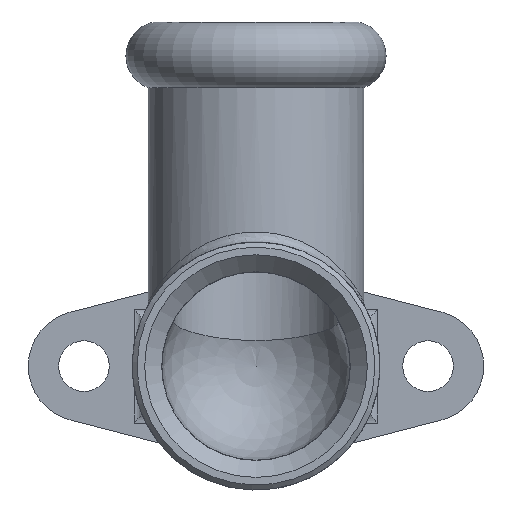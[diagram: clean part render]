
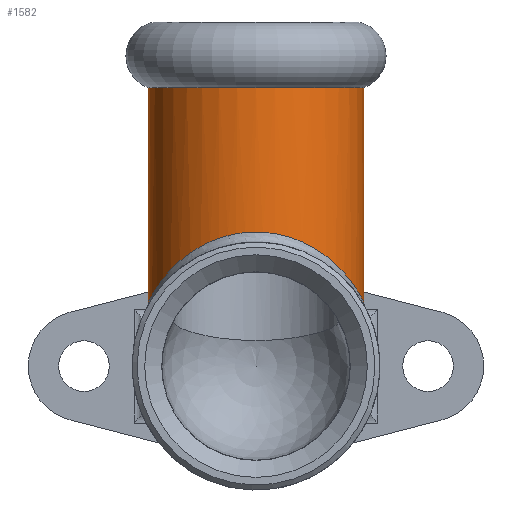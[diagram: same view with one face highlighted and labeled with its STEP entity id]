
A CAD part, front view. The second image highlights one B-rep face of the part: STEP entity #1582.
In plain terms, the highlighted cylindrical face has radius 10.65 mm (diameter 21.3 mm), a full revolution.
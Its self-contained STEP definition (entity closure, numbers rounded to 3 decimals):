
#92=B_SPLINE_CURVE_WITH_KNOTS('',3,(#2480,#2481,#2482,#2483,#2484),
 .UNSPECIFIED.,.F.,.F.,(4,1,4),(0.,0.619,1.316),
 .UNSPECIFIED.);
#93=B_SPLINE_CURVE_WITH_KNOTS('',3,(#2485,#2486,#2487,#2488),
 .UNSPECIFIED.,.F.,.F.,(4,4),(1.316,1.443),
 .UNSPECIFIED.);
#96=B_SPLINE_CURVE_WITH_KNOTS('',3,(#2575,#2576,#2577,#2578,#2579,#2580,
#2581,#2582,#2583,#2584,#2585,#2586,#2587),.UNSPECIFIED.,.F.,.F.,(4,1,1,
1,1,1,1,1,1,1,4),(0.,0.265,0.531,1.061,
1.592,1.857,2.122,2.653,3.183,
3.449,3.714),.UNSPECIFIED.);
#98=B_SPLINE_CURVE_WITH_KNOTS('',3,(#2616,#2617,#2618,#2619,#2620),
 .UNSPECIFIED.,.F.,.F.,(4,1,4),(0.,0.619,
1.443),.UNSPECIFIED.);
#104=B_SPLINE_CURVE_WITH_KNOTS('',3,(#2715,#2716,#2717,#2718),
 .UNSPECIFIED.,.F.,.F.,(4,4),(4.859,4.933),
 .UNSPECIFIED.);
#105=B_SPLINE_CURVE_WITH_KNOTS('',3,(#2720,#2721,#2722,#2723,#2724,#2725,
#2726,#2727,#2728,#2729),.UNSPECIFIED.,.F.,.F.,(4,2,2,2,4),(4.933,
4.98,5.184,5.388,5.435),
 .UNSPECIFIED.);
#106=B_SPLINE_CURVE_WITH_KNOTS('',3,(#2730,#2731,#2732,#2733),
 .UNSPECIFIED.,.F.,.F.,(4,4),(5.435,5.508),
 .UNSPECIFIED.);
#139=LINE('',#2697,#234);
#141=LINE('',#2711,#236);
#142=LINE('',#2713,#237);
#234=VECTOR('',#2003,10.);
#236=VECTOR('',#2007,10.65);
#237=VECTOR('',#2008,10.);
#327=CYLINDRICAL_SURFACE('',#1733,10.65);
#373=FACE_OUTER_BOUND('',#466,.T.);
#466=EDGE_LOOP('',(#1147,#1148,#1149,#1150,#1151,#1152,#1153,#1154,#1155,
#1156,#1157,#1158,#1159,#1160,#1161,#1162));
#552=CIRCLE('',#1683,10.65);
#553=CIRCLE('',#1684,10.65);
#554=CIRCLE('',#1685,10.65);
#581=CIRCLE('',#1721,10.65);
#582=CIRCLE('',#1723,10.65);
#643=VERTEX_POINT('',#2401);
#644=VERTEX_POINT('',#2403);
#645=VERTEX_POINT('',#2405);
#660=VERTEX_POINT('',#2468);
#663=VERTEX_POINT('',#2477);
#664=VERTEX_POINT('',#2479);
#665=VERTEX_POINT('',#2554);
#668=VERTEX_POINT('',#2608);
#674=VERTEX_POINT('',#2643);
#675=VERTEX_POINT('',#2654);
#685=VERTEX_POINT('',#2696);
#687=VERTEX_POINT('',#2712);
#688=VERTEX_POINT('',#2714);
#689=VERTEX_POINT('',#2719);
#804=EDGE_CURVE('',#644,#643,#552,.T.);
#805=EDGE_CURVE('',#645,#644,#553,.T.);
#806=EDGE_CURVE('',#643,#645,#554,.T.);
#830=EDGE_CURVE('',#663,#664,#92,.T.);
#831=EDGE_CURVE('',#664,#660,#93,.T.);
#835=EDGE_CURVE('',#660,#665,#96,.T.);
#838=EDGE_CURVE('',#665,#668,#98,.T.);
#845=EDGE_CURVE('',#668,#674,#581,.T.);
#848=EDGE_CURVE('',#675,#663,#582,.T.);
#860=EDGE_CURVE('',#674,#685,#139,.T.);
#863=EDGE_CURVE('',#664,#644,#141,.T.);
#864=EDGE_CURVE('',#687,#675,#142,.T.);
#865=EDGE_CURVE('',#687,#688,#104,.T.);
#866=EDGE_CURVE('',#688,#689,#105,.T.);
#867=EDGE_CURVE('',#689,#685,#106,.T.);
#1147=ORIENTED_EDGE('',*,*,#845,.F.);
#1148=ORIENTED_EDGE('',*,*,#838,.F.);
#1149=ORIENTED_EDGE('',*,*,#835,.F.);
#1150=ORIENTED_EDGE('',*,*,#831,.F.);
#1151=ORIENTED_EDGE('',*,*,#863,.T.);
#1152=ORIENTED_EDGE('',*,*,#804,.T.);
#1153=ORIENTED_EDGE('',*,*,#806,.T.);
#1154=ORIENTED_EDGE('',*,*,#805,.T.);
#1155=ORIENTED_EDGE('',*,*,#863,.F.);
#1156=ORIENTED_EDGE('',*,*,#830,.F.);
#1157=ORIENTED_EDGE('',*,*,#848,.F.);
#1158=ORIENTED_EDGE('',*,*,#864,.F.);
#1159=ORIENTED_EDGE('',*,*,#865,.T.);
#1160=ORIENTED_EDGE('',*,*,#866,.T.);
#1161=ORIENTED_EDGE('',*,*,#867,.T.);
#1162=ORIENTED_EDGE('',*,*,#860,.F.);
#1582=ADVANCED_FACE('',(#373),#327,.T.);
#1683=AXIS2_PLACEMENT_3D('',#2404,#1896,#1897);
#1684=AXIS2_PLACEMENT_3D('',#2406,#1898,#1899);
#1685=AXIS2_PLACEMENT_3D('',#2407,#1900,#1901);
#1721=AXIS2_PLACEMENT_3D('',#2644,#1975,#1976);
#1723=AXIS2_PLACEMENT_3D('',#2664,#1979,#1980);
#1733=AXIS2_PLACEMENT_3D('',#2710,#2005,#2006);
#1896=DIRECTION('center_axis',(0.,0.,-1.));
#1897=DIRECTION('ref_axis',(0.,1.,0.));
#1898=DIRECTION('center_axis',(0.,0.,-1.));
#1899=DIRECTION('ref_axis',(0.,1.,0.));
#1900=DIRECTION('center_axis',(0.,0.,-1.));
#1901=DIRECTION('ref_axis',(0.,1.,0.));
#1975=DIRECTION('center_axis',(0.,0.,-1.));
#1976=DIRECTION('ref_axis',(-0.449,0.894,0.));
#1979=DIRECTION('center_axis',(0.,0.,-1.));
#1980=DIRECTION('ref_axis',(0.449,0.894,0.));
#2003=DIRECTION('',(0.,0.,1.));
#2005=DIRECTION('center_axis',(0.,0.,-1.));
#2006=DIRECTION('ref_axis',(-1.,0.,0.));
#2007=DIRECTION('',(0.,0.,1.));
#2008=DIRECTION('',(0.,0.,-1.));
#2401=CARTESIAN_POINT('',(-10.65,0.,27.511));
#2403=CARTESIAN_POINT('',(10.65,0.,27.511));
#2404=CARTESIAN_POINT('Origin',(0.,0.,27.511));
#2405=CARTESIAN_POINT('',(0.,10.65,27.511));
#2406=CARTESIAN_POINT('Origin',(0.,0.,27.511));
#2407=CARTESIAN_POINT('Origin',(0.,0.,27.511));
#2468=CARTESIAN_POINT('',(10.589,-1.143,6.434));
#2477=CARTESIAN_POINT('',(4.779,9.517,3.5));
#2479=CARTESIAN_POINT('',(10.65,0.,6.187));
#2480=CARTESIAN_POINT('Ctrl Pts',(4.779,9.517,3.5));
#2481=CARTESIAN_POINT('Ctrl Pts',(6.443,8.682,3.826));
#2482=CARTESIAN_POINT('Ctrl Pts',(9.474,5.987,4.761));
#2483=CARTESIAN_POINT('Ctrl Pts',(10.644,2.08,5.726));
#2484=CARTESIAN_POINT('Ctrl Pts',(10.648,-0.001,
6.187));
#2485=CARTESIAN_POINT('Ctrl Pts',(10.648,-0.001,
6.187));
#2486=CARTESIAN_POINT('Ctrl Pts',(10.649,-0.382,6.271));
#2487=CARTESIAN_POINT('Ctrl Pts',(10.63,-0.763,6.354));
#2488=CARTESIAN_POINT('Ctrl Pts',(10.589,-1.143,6.434));
#2554=CARTESIAN_POINT('',(-10.589,-1.143,6.434));
#2575=CARTESIAN_POINT('Ctrl Pts',(10.589,-1.143,6.434));
#2576=CARTESIAN_POINT('Ctrl Pts',(10.503,-1.932,6.602));
#2577=CARTESIAN_POINT('Ctrl Pts',(10.166,-3.42,7.252));
#2578=CARTESIAN_POINT('Ctrl Pts',(8.993,-5.983,9.007));
#2579=CARTESIAN_POINT('Ctrl Pts',(6.713,-8.643,11.337));
#2580=CARTESIAN_POINT('Ctrl Pts',(3.24,-10.369,12.978));
#2581=CARTESIAN_POINT('Ctrl Pts',(-0.001,-10.744,
13.341));
#2582=CARTESIAN_POINT('Ctrl Pts',(-3.238,-10.369,12.978));
#2583=CARTESIAN_POINT('Ctrl Pts',(-6.718,-8.64,11.337));
#2584=CARTESIAN_POINT('Ctrl Pts',(-8.993,-5.984,9.005));
#2585=CARTESIAN_POINT('Ctrl Pts',(-10.166,-3.421,7.253));
#2586=CARTESIAN_POINT('Ctrl Pts',(-10.503,-1.932,6.602));
#2587=CARTESIAN_POINT('Ctrl Pts',(-10.589,-1.143,6.434));
#2608=CARTESIAN_POINT('',(-4.779,9.517,3.5));
#2616=CARTESIAN_POINT('Ctrl Pts',(-10.589,-1.143,6.434));
#2617=CARTESIAN_POINT('Ctrl Pts',(-10.787,0.697,6.043));
#2618=CARTESIAN_POINT('Ctrl Pts',(-10.11,5.093,5.03));
#2619=CARTESIAN_POINT('Ctrl Pts',(-6.997,8.404,3.935));
#2620=CARTESIAN_POINT('Ctrl Pts',(-4.779,9.517,3.5));
#2643=CARTESIAN_POINT('',(-3.2,10.158,3.5));
#2644=CARTESIAN_POINT('Origin',(0.,0.,3.5));
#2654=CARTESIAN_POINT('',(3.2,10.158,3.5));
#2664=CARTESIAN_POINT('Origin',(0.,0.,3.5));
#2696=CARTESIAN_POINT('',(-3.2,10.158,9.223));
#2697=CARTESIAN_POINT('',(-3.2,10.158,14.));
#2710=CARTESIAN_POINT('Origin',(0.,0.,14.));
#2711=CARTESIAN_POINT('',(10.65,0.,14.));
#2712=CARTESIAN_POINT('',(3.2,10.158,9.223));
#2713=CARTESIAN_POINT('',(3.2,10.158,14.));
#2714=CARTESIAN_POINT('',(2.5,10.352,9.431));
#2715=CARTESIAN_POINT('Ctrl Pts',(3.2,10.158,9.223));
#2716=CARTESIAN_POINT('Ctrl Pts',(2.97,10.23,9.3));
#2717=CARTESIAN_POINT('Ctrl Pts',(2.737,10.295,9.37));
#2718=CARTESIAN_POINT('Ctrl Pts',(2.5,10.352,9.431));
#2719=CARTESIAN_POINT('',(-2.5,10.352,9.431));
#2720=CARTESIAN_POINT('Ctrl Pts',(2.5,10.352,9.431));
#2721=CARTESIAN_POINT('Ctrl Pts',(2.347,10.389,9.47));
#2722=CARTESIAN_POINT('Ctrl Pts',(2.193,10.423,9.506));
#2723=CARTESIAN_POINT('Ctrl Pts',(1.368,10.584,9.678));
#2724=CARTESIAN_POINT('Ctrl Pts',(0.68,10.65,9.748));
#2725=CARTESIAN_POINT('Ctrl Pts',(-0.68,10.65,9.748));
#2726=CARTESIAN_POINT('Ctrl Pts',(-1.368,10.584,9.678));
#2727=CARTESIAN_POINT('Ctrl Pts',(-2.193,10.423,9.506));
#2728=CARTESIAN_POINT('Ctrl Pts',(-2.347,10.389,9.47));
#2729=CARTESIAN_POINT('Ctrl Pts',(-2.5,10.352,9.431));
#2730=CARTESIAN_POINT('Ctrl Pts',(-2.5,10.352,9.431));
#2731=CARTESIAN_POINT('Ctrl Pts',(-2.737,10.295,9.37));
#2732=CARTESIAN_POINT('Ctrl Pts',(-2.97,10.23,9.3));
#2733=CARTESIAN_POINT('Ctrl Pts',(-3.2,10.158,9.223));
